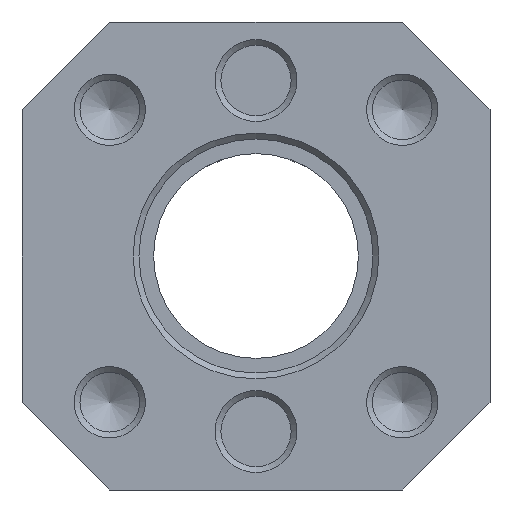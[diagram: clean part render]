
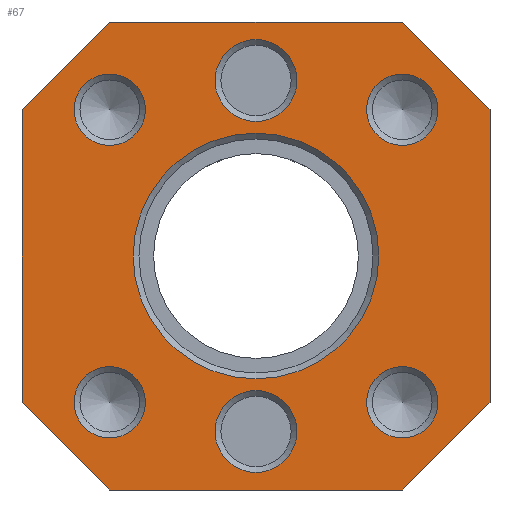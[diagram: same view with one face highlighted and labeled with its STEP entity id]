
A CAD part, front view. The second image highlights one B-rep face of the part: STEP entity #67.
In plain terms, the highlighted planar face has unit normal (0, -1, 0).
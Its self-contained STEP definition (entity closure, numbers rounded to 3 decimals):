
#67 = ADVANCED_FACE( '', ( #316, #317, #318, #319, #320, #321, #322, #323 ), #324, .T. );
#316 = FACE_BOUND( '', #1155, .T. );
#317 = FACE_BOUND( '', #1156, .T. );
#318 = FACE_BOUND( '', #1157, .T. );
#319 = FACE_BOUND( '', #1158, .T. );
#320 = FACE_BOUND( '', #1159, .T. );
#321 = FACE_BOUND( '', #1160, .T. );
#322 = FACE_BOUND( '', #1161, .T. );
#323 = FACE_OUTER_BOUND( '', #1162, .T. );
#324 = PLANE( '', #1163 );
#1155 = EDGE_LOOP( '', ( #2295 ) );
#1156 = EDGE_LOOP( '', ( #2296 ) );
#1157 = EDGE_LOOP( '', ( #2297 ) );
#1158 = EDGE_LOOP( '', ( #2298 ) );
#1159 = EDGE_LOOP( '', ( #2299 ) );
#1160 = EDGE_LOOP( '', ( #2300 ) );
#1161 = EDGE_LOOP( '', ( #2301 ) );
#1162 = EDGE_LOOP( '', ( #2302, #2303, #2304, #2305, #2306, #2307, #2308, #2309 ) );
#1163 = AXIS2_PLACEMENT_3D( '', #2310, #2311, #2312 );
#2295 = ORIENTED_EDGE( '', *, *, #3091, .T. );
#2296 = ORIENTED_EDGE( '', *, *, #3095, .T. );
#2297 = ORIENTED_EDGE( '', *, *, #3096, .T. );
#2298 = ORIENTED_EDGE( '', *, *, #3097, .T. );
#2299 = ORIENTED_EDGE( '', *, *, #3098, .T. );
#2300 = ORIENTED_EDGE( '', *, *, #3099, .T. );
#2301 = ORIENTED_EDGE( '', *, *, #3100, .T. );
#2302 = ORIENTED_EDGE( '', *, *, #3075, .T. );
#2303 = ORIENTED_EDGE( '', *, *, #3101, .T. );
#2304 = ORIENTED_EDGE( '', *, *, #3102, .T. );
#2305 = ORIENTED_EDGE( '', *, *, #3103, .T. );
#2306 = ORIENTED_EDGE( '', *, *, #3104, .T. );
#2307 = ORIENTED_EDGE( '', *, *, #3105, .T. );
#2308 = ORIENTED_EDGE( '', *, *, #3106, .T. );
#2309 = ORIENTED_EDGE( '', *, *, #3107, .T. );
#2310 = CARTESIAN_POINT( '', ( -40., -375.5, -40. ) );
#2311 = DIRECTION( '', ( 0., -1., 0. ) );
#2312 = DIRECTION( '', ( 0., 0., -1. ) );
#3075 = EDGE_CURVE( '', #3344, #3342, #3345, .T. );
#3091 = EDGE_CURVE( '', #3375, #3375, #3376, .F. );
#3095 = EDGE_CURVE( '', #3383, #3383, #3384, .F. );
#3096 = EDGE_CURVE( '', #3385, #3385, #3386, .F. );
#3097 = EDGE_CURVE( '', #3387, #3387, #3388, .F. );
#3098 = EDGE_CURVE( '', #3389, #3389, #3390, .F. );
#3099 = EDGE_CURVE( '', #3391, #3391, #3392, .F. );
#3100 = EDGE_CURVE( '', #3393, #3393, #3394, .F. );
#3101 = EDGE_CURVE( '', #3342, #3395, #3396, .F. );
#3102 = EDGE_CURVE( '', #3395, #3397, #3398, .T. );
#3103 = EDGE_CURVE( '', #3397, #3399, #3400, .F. );
#3104 = EDGE_CURVE( '', #3399, #3401, #3402, .T. );
#3105 = EDGE_CURVE( '', #3401, #3403, #3404, .F. );
#3106 = EDGE_CURVE( '', #3403, #3405, #3406, .T. );
#3107 = EDGE_CURVE( '', #3405, #3344, #3407, .F. );
#3342 = VERTEX_POINT( '', #5175 );
#3344 = VERTEX_POINT( '', #5178 );
#3345 = LINE( '', #5179, #5180 );
#3375 = VERTEX_POINT( '', #5547 );
#3376 = CIRCLE( '', #5548, 21. );
#3383 = VERTEX_POINT( '', #5555 );
#3384 = CIRCLE( '', #5556, 6.1 );
#3385 = VERTEX_POINT( '', #5557 );
#3386 = CIRCLE( '', #5558, 7. );
#3387 = VERTEX_POINT( '', #5559 );
#3388 = CIRCLE( '', #5560, 6.1 );
#3389 = VERTEX_POINT( '', #5561 );
#3390 = CIRCLE( '', #5562, 6.1 );
#3391 = VERTEX_POINT( '', #5563 );
#3392 = CIRCLE( '', #5564, 7. );
#3393 = VERTEX_POINT( '', #5565 );
#3394 = CIRCLE( '', #5566, 6.1 );
#3395 = VERTEX_POINT( '', #5567 );
#3396 = LINE( '', #5568, #5569 );
#3397 = VERTEX_POINT( '', #5570 );
#3398 = LINE( '', #5571, #5572 );
#3399 = VERTEX_POINT( '', #5573 );
#3400 = LINE( '', #5574, #5575 );
#3401 = VERTEX_POINT( '', #5576 );
#3402 = LINE( '', #5577, #5578 );
#3403 = VERTEX_POINT( '', #5579 );
#3404 = LINE( '', #5580, #5581 );
#3405 = VERTEX_POINT( '', #5582 );
#3406 = LINE( '', #5583, #5584 );
#3407 = LINE( '', #5585, #5586 );
#5175 = CARTESIAN_POINT( '', ( -40., -375.5, -25. ) );
#5178 = CARTESIAN_POINT( '', ( -40., -375.5, 25. ) );
#5179 = CARTESIAN_POINT( '', ( -40., -375.5, 40. ) );
#5180 = VECTOR( '', #6572, 1000. );
#5547 = CARTESIAN_POINT( '', ( 0., -375.5, -21. ) );
#5548 = AXIS2_PLACEMENT_3D( '', #6592, #6593, #6594 );
#5555 = CARTESIAN_POINT( '', ( -25., -375.5, -31.1 ) );
#5556 = AXIS2_PLACEMENT_3D( '', #6604, #6605, #6606 );
#5557 = CARTESIAN_POINT( '', ( 0., -375.5, -37. ) );
#5558 = AXIS2_PLACEMENT_3D( '', #6607, #6608, #6609 );
#5559 = CARTESIAN_POINT( '', ( 25., -375.5, -31.1 ) );
#5560 = AXIS2_PLACEMENT_3D( '', #6610, #6611, #6612 );
#5561 = CARTESIAN_POINT( '', ( 25., -375.5, 18.9 ) );
#5562 = AXIS2_PLACEMENT_3D( '', #6613, #6614, #6615 );
#5563 = CARTESIAN_POINT( '', ( 0., -375.5, 23. ) );
#5564 = AXIS2_PLACEMENT_3D( '', #6616, #6617, #6618 );
#5565 = CARTESIAN_POINT( '', ( -25., -375.5, 18.9 ) );
#5566 = AXIS2_PLACEMENT_3D( '', #6619, #6620, #6621 );
#5567 = CARTESIAN_POINT( '', ( -25., -375.5, -40. ) );
#5568 = CARTESIAN_POINT( '', ( -32.5, -375.5, -32.5 ) );
#5569 = VECTOR( '', #6622, 1000. );
#5570 = CARTESIAN_POINT( '', ( 25., -375.5, -40. ) );
#5571 = CARTESIAN_POINT( '', ( -40., -375.5, -40. ) );
#5572 = VECTOR( '', #6623, 1000. );
#5573 = CARTESIAN_POINT( '', ( 40., -375.5, -25. ) );
#5574 = CARTESIAN_POINT( '', ( -7.5, -375.5, -72.5 ) );
#5575 = VECTOR( '', #6624, 1000. );
#5576 = CARTESIAN_POINT( '', ( 40., -375.5, 25. ) );
#5577 = CARTESIAN_POINT( '', ( 40., -375.5, -40. ) );
#5578 = VECTOR( '', #6625, 1000. );
#5579 = CARTESIAN_POINT( '', ( 25., -375.5, 40. ) );
#5580 = CARTESIAN_POINT( '', ( 32.5, -375.5, 32.5 ) );
#5581 = VECTOR( '', #6626, 1000. );
#5582 = CARTESIAN_POINT( '', ( -25., -375.5, 40. ) );
#5583 = CARTESIAN_POINT( '', ( 40., -375.5, 40. ) );
#5584 = VECTOR( '', #6627, 1000. );
#5585 = CARTESIAN_POINT( '', ( -72.5, -375.5, -7.5 ) );
#5586 = VECTOR( '', #6628, 1000. );
#6572 = DIRECTION( '', ( 0., 0., -1. ) );
#6592 = CARTESIAN_POINT( '', ( 0., -375.5, 0. ) );
#6593 = DIRECTION( '', ( 0., -1., 0. ) );
#6594 = DIRECTION( '', ( 0., 0., -1. ) );
#6604 = CARTESIAN_POINT( '', ( -25., -375.5, -25. ) );
#6605 = DIRECTION( '', ( 0., -1., 0. ) );
#6606 = DIRECTION( '', ( 0., 0., -1. ) );
#6607 = CARTESIAN_POINT( '', ( 0., -375.5, -30. ) );
#6608 = DIRECTION( '', ( 0., -1., 0. ) );
#6609 = DIRECTION( '', ( 0., 0., -1. ) );
#6610 = CARTESIAN_POINT( '', ( 25., -375.5, -25. ) );
#6611 = DIRECTION( '', ( 0., -1., 0. ) );
#6612 = DIRECTION( '', ( 0., 0., -1. ) );
#6613 = CARTESIAN_POINT( '', ( 25., -375.5, 25. ) );
#6614 = DIRECTION( '', ( 0., -1., 0. ) );
#6615 = DIRECTION( '', ( 0., 0., -1. ) );
#6616 = CARTESIAN_POINT( '', ( 0., -375.5, 30. ) );
#6617 = DIRECTION( '', ( 0., -1., 0. ) );
#6618 = DIRECTION( '', ( 0., 0., -1. ) );
#6619 = CARTESIAN_POINT( '', ( -25., -375.5, 25. ) );
#6620 = DIRECTION( '', ( 0., -1., 0. ) );
#6621 = DIRECTION( '', ( 0., 0., -1. ) );
#6622 = DIRECTION( '', ( -0.707, 0., 0.707 ) );
#6623 = DIRECTION( '', ( 1., 0., 0. ) );
#6624 = DIRECTION( '', ( -0.707, 0., -0.707 ) );
#6625 = DIRECTION( '', ( 0., 0., 1. ) );
#6626 = DIRECTION( '', ( 0.707, 0., -0.707 ) );
#6627 = DIRECTION( '', ( -1., 0., 0. ) );
#6628 = DIRECTION( '', ( 0.707, 0., 0.707 ) );
